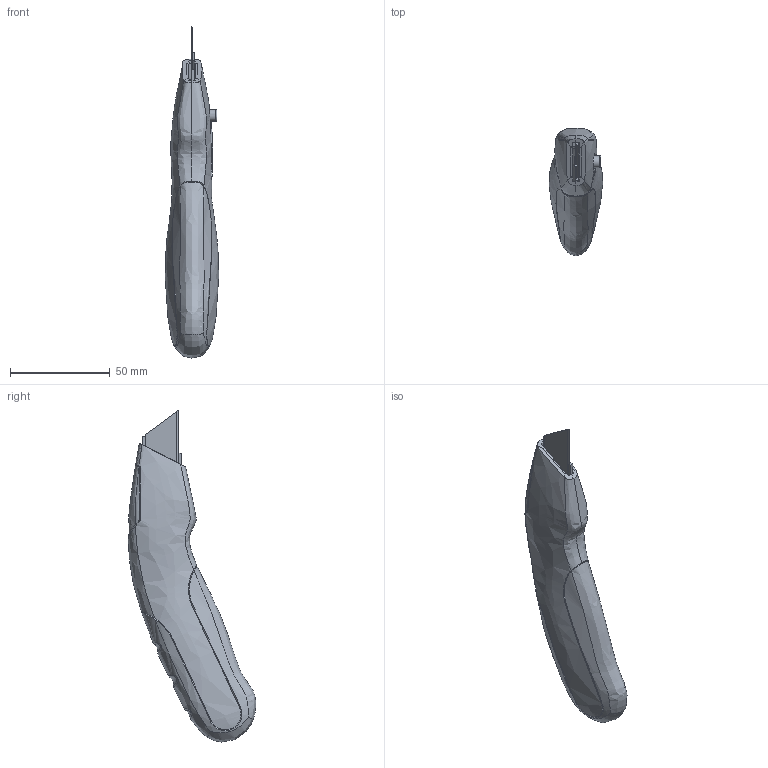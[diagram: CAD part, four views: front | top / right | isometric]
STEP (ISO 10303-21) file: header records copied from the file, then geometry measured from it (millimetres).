
FILE_DESCRIPTION(/* description */ (''),/* implementation_level */ '2;1');
FILE_NAME(/* name */ 'Utility Knife - Import.step',/* time_stamp */ '2019-09-19T14:51:57-04:00',/* author */ (''),/* organization */ (''),/* preprocessor_version */ 'ST-DEVELOPER v18',/* originating_system */ 'Autodesk Translation Framework v8.6.0.1094',/* authorisation */ '');
FILE_SCHEMA (('AUTOMOTIVE_DESIGN { 1 0 10303 214 3 1 1 }'));
Products named in the file (7): Utility Knife; Blade; Blade Cradle; Left; Right; Grip 1; Grip 2
Assembly tree (6 placements, depth 2):
  Utility Knife
    Blade
    Blade Cradle
    Left
    Right
    Grip 1
    Grip 2
Bounding box: 26.7 x 63.99 x 166.35 mm (x, y, z)
Volume: 24728.3 mm3; surface area: 40876.2 mm2
Topology: 6 solids, 6 shells, 354 faces, 971 edges, 627 vertices
Faces by surface type: bspline 194, plane 89, cylinder 62, torus 4, sphere 4, cone 1
Full cylindrical faces by diameter (mm): 2.233 x1, 4.8 x1, 5 x1, 6 x1
Entity records: 38688 total; most frequent: CARTESIAN_POINT 31167, ORIENTED_EDGE 1926, EDGE_CURVE 963, DIRECTION 856, VERTEX_POINT 627, B_SPLINE_CURVE_WITH_KNOTS 527, EDGE_LOOP 368, FACE_OUTER_BOUND 354
